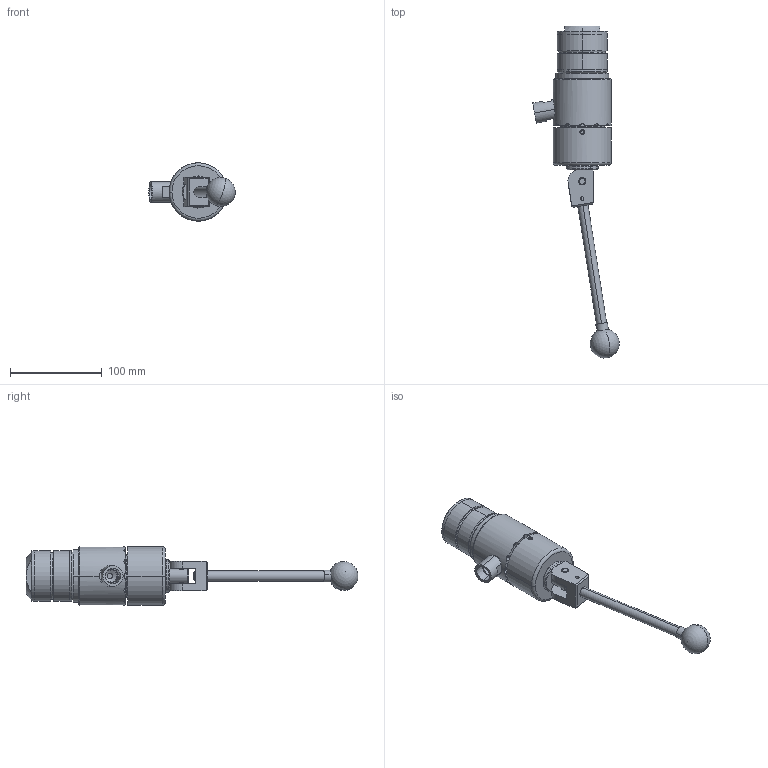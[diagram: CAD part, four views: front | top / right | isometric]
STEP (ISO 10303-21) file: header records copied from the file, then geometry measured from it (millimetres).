
FILE_DESCRIPTION (( 'STEP AP214' ), '1' );
FILE_NAME ('CTSC-003625.STEP', '2025-06-17T12:35:43', ( '' ), ( '' ), 'SwSTEP 2.0', 'SolidWorks 2023', '' );
FILE_SCHEMA (( 'AUTOMOTIVE_DESIGN' ));
Length unit declared in the file: inch
Products named in the file (1): CTSC-003625
Bounding box: 94.33 x 362.52 x 63.5 mm (x, y, z)
Volume: 453787.2 mm3; surface area: 92638.1 mm2
Topology: 10 solids, 11 shells, 382 faces, 950 edges, 600 vertices
Faces by surface type: plane 168, cylinder 129, cone 60, torus 20, bspline 3, sphere 2
Entity records: 18100 total; most frequent: CARTESIAN_POINT 4311, ORIENTED_EDGE 1878, DIRECTION 1871, EDGE_CURVE 939, AXIS2_PLACEMENT_3D 738, VERTEX_POINT 596, EDGE_LOOP 419, LINE 395
